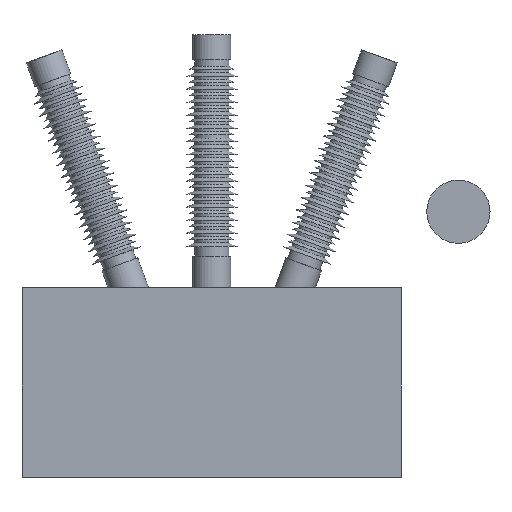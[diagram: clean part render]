
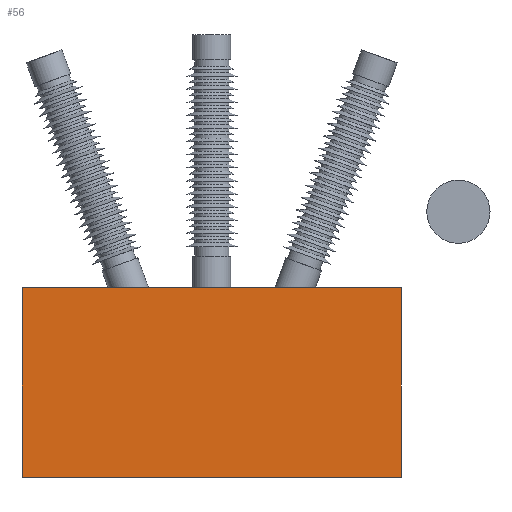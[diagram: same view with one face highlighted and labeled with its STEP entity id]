
A CAD part, left-side view. The second image highlights one B-rep face of the part: STEP entity #56.
In plain terms, the highlighted planar face has unit normal (-1, 0, 0).
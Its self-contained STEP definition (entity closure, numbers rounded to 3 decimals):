
#56 = ADVANCED_FACE('',(#57),#71,.F.);
#57 = FACE_BOUND('',#58,.F.);
#58 = EDGE_LOOP('',(#59,#94,#122,#150));
#59 = ORIENTED_EDGE('',*,*,#60,.F.);
#60 = EDGE_CURVE('',#61,#63,#65,.T.);
#61 = VERTEX_POINT('',#62);
#62 = CARTESIAN_POINT('',(0.,0.,0.));
#63 = VERTEX_POINT('',#64);
#64 = CARTESIAN_POINT('',(0.,0.,30.));
#65 = SURFACE_CURVE('',#66,(#70,#82),.PCURVE_S1.);
#66 = LINE('',#67,#68);
#67 = CARTESIAN_POINT('',(0.,0.,0.));
#68 = VECTOR('',#69,1.);
#69 = DIRECTION('',(0.,0.,1.));
#70 = PCURVE('',#71,#76);
#71 = PLANE('',#72);
#72 = AXIS2_PLACEMENT_3D('',#73,#74,#75);
#73 = CARTESIAN_POINT('',(0.,0.,0.));
#74 = DIRECTION('',(1.,0.,0.));
#75 = DIRECTION('',(0.,0.,1.));
#76 = DEFINITIONAL_REPRESENTATION('',(#77),#81);
#77 = LINE('',#78,#79);
#78 = CARTESIAN_POINT('',(0.,0.));
#79 = VECTOR('',#80,1.);
#80 = DIRECTION('',(1.,0.));
#81 = ( GEOMETRIC_REPRESENTATION_CONTEXT(2) 
PARAMETRIC_REPRESENTATION_CONTEXT() REPRESENTATION_CONTEXT('2D SPACE',''
  ) );
#82 = PCURVE('',#83,#88);
#83 = PLANE('',#84);
#84 = AXIS2_PLACEMENT_3D('',#85,#86,#87);
#85 = CARTESIAN_POINT('',(0.,0.,0.));
#86 = DIRECTION('',(0.,1.,0.));
#87 = DIRECTION('',(0.,0.,1.));
#88 = DEFINITIONAL_REPRESENTATION('',(#89),#93);
#89 = LINE('',#90,#91);
#90 = CARTESIAN_POINT('',(0.,0.));
#91 = VECTOR('',#92,1.);
#92 = DIRECTION('',(1.,0.));
#93 = ( GEOMETRIC_REPRESENTATION_CONTEXT(2) 
PARAMETRIC_REPRESENTATION_CONTEXT() REPRESENTATION_CONTEXT('2D SPACE',''
  ) );
#94 = ORIENTED_EDGE('',*,*,#95,.T.);
#95 = EDGE_CURVE('',#61,#96,#98,.T.);
#96 = VERTEX_POINT('',#97);
#97 = CARTESIAN_POINT('',(0.,60.,0.));
#98 = SURFACE_CURVE('',#99,(#103,#110),.PCURVE_S1.);
#99 = LINE('',#100,#101);
#100 = CARTESIAN_POINT('',(0.,0.,0.));
#101 = VECTOR('',#102,1.);
#102 = DIRECTION('',(0.,1.,0.));
#103 = PCURVE('',#71,#104);
#104 = DEFINITIONAL_REPRESENTATION('',(#105),#109);
#105 = LINE('',#106,#107);
#106 = CARTESIAN_POINT('',(0.,0.));
#107 = VECTOR('',#108,1.);
#108 = DIRECTION('',(0.,-1.));
#109 = ( GEOMETRIC_REPRESENTATION_CONTEXT(2) 
PARAMETRIC_REPRESENTATION_CONTEXT() REPRESENTATION_CONTEXT('2D SPACE',''
  ) );
#110 = PCURVE('',#111,#116);
#111 = PLANE('',#112);
#112 = AXIS2_PLACEMENT_3D('',#113,#114,#115);
#113 = CARTESIAN_POINT('',(0.,0.,0.));
#114 = DIRECTION('',(0.,0.,1.));
#115 = DIRECTION('',(1.,0.,0.));
#116 = DEFINITIONAL_REPRESENTATION('',(#117),#121);
#117 = LINE('',#118,#119);
#118 = CARTESIAN_POINT('',(0.,0.));
#119 = VECTOR('',#120,1.);
#120 = DIRECTION('',(0.,1.));
#121 = ( GEOMETRIC_REPRESENTATION_CONTEXT(2) 
PARAMETRIC_REPRESENTATION_CONTEXT() REPRESENTATION_CONTEXT('2D SPACE',''
  ) );
#122 = ORIENTED_EDGE('',*,*,#123,.T.);
#123 = EDGE_CURVE('',#96,#124,#126,.T.);
#124 = VERTEX_POINT('',#125);
#125 = CARTESIAN_POINT('',(0.,60.,30.));
#126 = SURFACE_CURVE('',#127,(#131,#138),.PCURVE_S1.);
#127 = LINE('',#128,#129);
#128 = CARTESIAN_POINT('',(0.,60.,0.));
#129 = VECTOR('',#130,1.);
#130 = DIRECTION('',(0.,0.,1.));
#131 = PCURVE('',#71,#132);
#132 = DEFINITIONAL_REPRESENTATION('',(#133),#137);
#133 = LINE('',#134,#135);
#134 = CARTESIAN_POINT('',(0.,-60.));
#135 = VECTOR('',#136,1.);
#136 = DIRECTION('',(1.,0.));
#137 = ( GEOMETRIC_REPRESENTATION_CONTEXT(2) 
PARAMETRIC_REPRESENTATION_CONTEXT() REPRESENTATION_CONTEXT('2D SPACE',''
  ) );
#138 = PCURVE('',#139,#144);
#139 = PLANE('',#140);
#140 = AXIS2_PLACEMENT_3D('',#141,#142,#143);
#141 = CARTESIAN_POINT('',(0.,60.,0.));
#142 = DIRECTION('',(0.,1.,0.));
#143 = DIRECTION('',(0.,0.,1.));
#144 = DEFINITIONAL_REPRESENTATION('',(#145),#149);
#145 = LINE('',#146,#147);
#146 = CARTESIAN_POINT('',(0.,0.));
#147 = VECTOR('',#148,1.);
#148 = DIRECTION('',(1.,0.));
#149 = ( GEOMETRIC_REPRESENTATION_CONTEXT(2) 
PARAMETRIC_REPRESENTATION_CONTEXT() REPRESENTATION_CONTEXT('2D SPACE',''
  ) );
#150 = ORIENTED_EDGE('',*,*,#151,.F.);
#151 = EDGE_CURVE('',#63,#124,#152,.T.);
#152 = SURFACE_CURVE('',#153,(#157,#164),.PCURVE_S1.);
#153 = LINE('',#154,#155);
#154 = CARTESIAN_POINT('',(0.,0.,30.));
#155 = VECTOR('',#156,1.);
#156 = DIRECTION('',(0.,1.,0.));
#157 = PCURVE('',#71,#158);
#158 = DEFINITIONAL_REPRESENTATION('',(#159),#163);
#159 = LINE('',#160,#161);
#160 = CARTESIAN_POINT('',(30.,0.));
#161 = VECTOR('',#162,1.);
#162 = DIRECTION('',(0.,-1.));
#163 = ( GEOMETRIC_REPRESENTATION_CONTEXT(2) 
PARAMETRIC_REPRESENTATION_CONTEXT() REPRESENTATION_CONTEXT('2D SPACE',''
  ) );
#164 = PCURVE('',#165,#170);
#165 = PLANE('',#166);
#166 = AXIS2_PLACEMENT_3D('',#167,#168,#169);
#167 = CARTESIAN_POINT('',(0.,0.,30.));
#168 = DIRECTION('',(0.,0.,1.));
#169 = DIRECTION('',(1.,0.,0.));
#170 = DEFINITIONAL_REPRESENTATION('',(#171),#175);
#171 = LINE('',#172,#173);
#172 = CARTESIAN_POINT('',(0.,0.));
#173 = VECTOR('',#174,1.);
#174 = DIRECTION('',(0.,1.));
#175 = ( GEOMETRIC_REPRESENTATION_CONTEXT(2) 
PARAMETRIC_REPRESENTATION_CONTEXT() REPRESENTATION_CONTEXT('2D SPACE',''
  ) );
